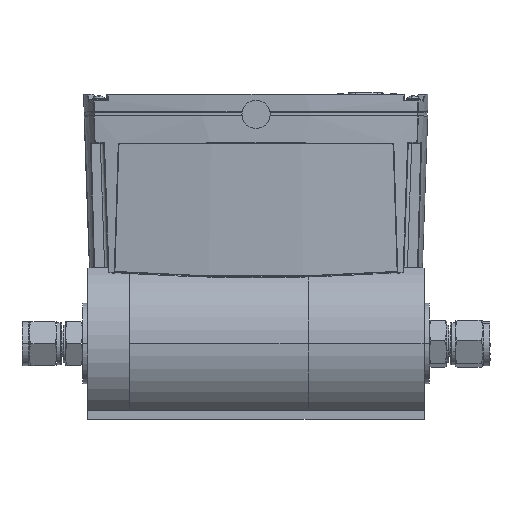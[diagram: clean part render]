
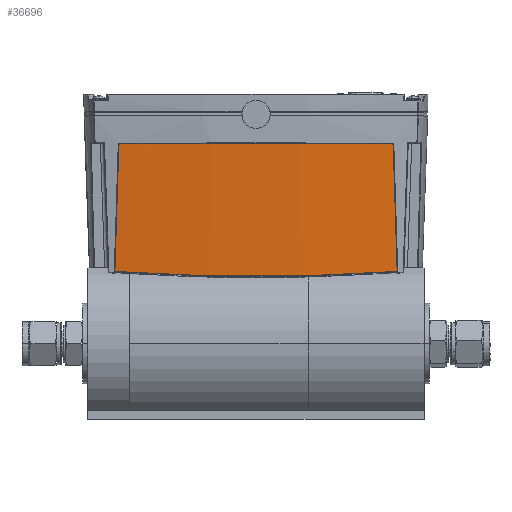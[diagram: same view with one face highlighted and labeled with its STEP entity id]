
A CAD part, top view. The second image highlights one B-rep face of the part: STEP entity #36696.
In plain terms, the highlighted cylindrical face has radius 685.838 mm (diameter 1371.68 mm), a partial arc.
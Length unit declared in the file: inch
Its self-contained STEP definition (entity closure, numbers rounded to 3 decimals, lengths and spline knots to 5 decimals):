
#1752 = FACE_OUTER_BOUND ( 'NONE', #21760, .T. ) ;
#1778 = CARTESIAN_POINT ( 'NONE',  ( 8.09791, 3.96838, 1.00823 ) ) ;
#2265 = EDGE_CURVE ( 'NONE', #30200, #19588, #27868, .T. ) ;
#4056 = CARTESIAN_POINT ( 'NONE',  ( 8.00471, 1.43349, 0.91108 ) ) ;
#5749 = ORIENTED_EDGE ( 'NONE', *, *, #54118, .T. ) ;
#6305 = CARTESIAN_POINT ( 'NONE',  ( 8.08647, 3.95828, 1.00673 ) ) ;
#7933 = CARTESIAN_POINT ( 'NONE',  ( 13.52605, 3.95772, 1.00676 ) ) ;
#8034 = EDGE_CURVE ( 'NONE', #50568, #37899, #53209, .T. ) ;
#8094 = CARTESIAN_POINT ( 'NONE',  ( 13.53011, 3.94306, 1.00584 ) ) ;
#8298 = B_SPLINE_CURVE_WITH_KNOTS ( 'NONE', 3,
 ( #21365, #57250, #34920, #7933, #39435, #12462, #43927, #16962 ),
 .UNSPECIFIED., .F., .F.,
 ( 4, 2, 2, 4 ),
 ( 0., 0.00029, 0.00058, 0.00116 ),
 .UNSPECIFIED. ) ;
#8677 = CARTESIAN_POINT ( 'NONE',  ( 10.80651, 1.29877, 1.10062 ) ) ;
#9941 = EDGE_CURVE ( 'NONE', #19291, #57285, #17148, .T. ) ;
#10791 = CARTESIAN_POINT ( 'NONE',  ( 8.0829, 3.94306, 1.00584 ) ) ;
#12381 = AXIS2_PLACEMENT_3D ( 'NONE', #48020, #21087, #43668 ) ;
#12462 = CARTESIAN_POINT ( 'NONE',  ( 13.51563, 3.9689, 1.0082 ) ) ;
#13233 = CARTESIAN_POINT ( 'NONE',  ( 13.6083, 1.43349, 0.91108 ) ) ;
#15345 = EDGE_CURVE ( 'NONE', #57285, #30200, #33154, .T. ) ;
#16962 = CARTESIAN_POINT ( 'NONE',  ( 13.50038, 3.972, 1.00984 ) ) ;
#17148 = B_SPLINE_CURVE_WITH_KNOTS ( 'NONE', 3,
 ( #57896, #53410, #31069, #4056 ),
 .UNSPECIFIED., .F., .F.,
 ( 4, 4 ),
 ( 0., 0.06382 ),
 .UNSPECIFIED. ) ;
#17324 = CARTESIAN_POINT ( 'NONE',  ( 12.60242, 3.97206, 1.09993 ) ) ;
#17775 = CARTESIAN_POINT ( 'NONE',  ( 13.6083, 1.43349, 0.91108 ) ) ;
#19291 = VERTEX_POINT ( 'NONE', #49069 ) ;
#19588 = VERTEX_POINT ( 'NONE', #8094 ) ;
#20645 = ORIENTED_EDGE ( 'NONE', *, *, #15345, .T. ) ;
#21087 = DIRECTION ( 'NONE',  ( 0., 0.999, 0.035 ) ) ;
#21365 = CARTESIAN_POINT ( 'NONE',  ( 13.53011, 3.94306, 1.00584 ) ) ;
#21760 = EDGE_LOOP ( 'NONE', ( #34549, #20645, #24224, #50628, #37293, #5749 ) ) ;
#21899 = CARTESIAN_POINT ( 'NONE',  ( 10.80651, 3.97215, 1.18935 ) ) ;
#24224 = ORIENTED_EDGE ( 'NONE', *, *, #2265, .T. ) ;
#26440 = CARTESIAN_POINT ( 'NONE',  ( 8.11263, 3.972, 1.00984 ) ) ;
#27868 = B_SPLINE_CURVE_WITH_KNOTS ( 'NONE', 3,
 ( #47153, #48243, #47282, #46676 ),
 .UNSPECIFIED., .F., .F.,
 ( 4, 4 ),
 ( 0., 0.06382 ),
 .UNSPECIFIED. ) ;
#28776 = CARTESIAN_POINT ( 'NONE',  ( 8.105, 3.97126, 1.00905 ) ) ;
#30032 = CYLINDRICAL_SURFACE ( 'NONE', #12381, 27.0015 ) ;
#30200 = VERTEX_POINT ( 'NONE', #17775 ) ;
#31069 = CARTESIAN_POINT ( 'NONE',  ( 8.03077, 2.27002, 0.94271 ) ) ;
#32556 = B_SPLINE_CURVE_WITH_KNOTS ( 'NONE', 3,
 ( #51131, #55599, #28776, #1778, #33279, #6305, #37781, #10791 ),
 .UNSPECIFIED., .F., .F.,
 ( 4, 2, 2, 4 ),
 ( 0., 0.00029, 0.00058, 0.00116 ),
 .UNSPECIFIED. ) ;
#33154 = B_SPLINE_CURVE_WITH_KNOTS ( 'NONE', 3,
 ( #35500, #53528, #8677, #40175, #13233 ),
 .UNSPECIFIED., .F., .F.,
 ( 4, 1, 4 ),
 ( 0., 0.07117, 0.14233 ),
 .UNSPECIFIED. ) ;
#33279 = CARTESIAN_POINT ( 'NONE',  ( 8.09466, 3.96625, 1.00783 ) ) ;
#33837 = CARTESIAN_POINT ( 'NONE',  ( 13.50038, 3.972, 1.00984 ) ) ;
#34549 = ORIENTED_EDGE ( 'NONE', *, *, #9941, .T. ) ;
#34920 = CARTESIAN_POINT ( 'NONE',  ( 13.52913, 3.9507, 1.0062 ) ) ;
#35500 = CARTESIAN_POINT ( 'NONE',  ( 8.00471, 1.43349, 0.91108 ) ) ;
#36061 = CARTESIAN_POINT ( 'NONE',  ( 8.11263, 3.972, 1.00984 ) ) ;
#36696 = ADVANCED_FACE ( 'NONE', ( #1752 ), #30032, .T. ) ;
#37293 = ORIENTED_EDGE ( 'NONE', *, *, #8034, .T. ) ;
#37781 = CARTESIAN_POINT ( 'NONE',  ( 8.08314, 3.9508, 1.00613 ) ) ;
#37899 = VERTEX_POINT ( 'NONE', #36061 ) ;
#39435 = CARTESIAN_POINT ( 'NONE',  ( 13.52383, 3.96092, 1.00709 ) ) ;
#40175 = CARTESIAN_POINT ( 'NONE',  ( 12.67437, 1.36603, 1.00625 ) ) ;
#41390 = CARTESIAN_POINT ( 'NONE',  ( 8.00471, 1.43349, 0.91108 ) ) ;
#43668 = DIRECTION ( 'NONE',  ( 1., 0., 0. ) ) ;
#43927 = CARTESIAN_POINT ( 'NONE',  ( 13.50809, 3.972, 1.00906 ) ) ;
#46676 = CARTESIAN_POINT ( 'NONE',  ( 13.53011, 3.94306, 1.00584 ) ) ;
#47153 = CARTESIAN_POINT ( 'NONE',  ( 13.6083, 1.43349, 0.91108 ) ) ;
#47282 = CARTESIAN_POINT ( 'NONE',  ( 13.55618, 3.10654, 0.97429 ) ) ;
#48020 = CARTESIAN_POINT ( 'NONE',  ( 10.80651, 2.26513, -25.93195 ) ) ;
#48243 = CARTESIAN_POINT ( 'NONE',  ( 13.58224, 2.27002, 0.94271 ) ) ;
#48817 = CARTESIAN_POINT ( 'NONE',  ( 13.50038, 3.972, 1.00984 ) ) ;
#49069 = CARTESIAN_POINT ( 'NONE',  ( 8.0829, 3.94306, 1.00584 ) ) ;
#50568 = VERTEX_POINT ( 'NONE', #33837 ) ;
#50628 = ORIENTED_EDGE ( 'NONE', *, *, #52833, .T. ) ;
#51131 = CARTESIAN_POINT ( 'NONE',  ( 8.11263, 3.972, 1.00984 ) ) ;
#52833 = EDGE_CURVE ( 'NONE', #19588, #50568, #8298, .T. ) ;
#53209 = B_SPLINE_CURVE_WITH_KNOTS ( 'NONE', 3,
 ( #48817, #17324, #21899, #53309, #26440 ),
 .UNSPECIFIED., .F., .F.,
 ( 4, 1, 4 ),
 ( 0., 0.06842, 0.13685 ),
 .UNSPECIFIED. ) ;
#53309 = CARTESIAN_POINT ( 'NONE',  ( 9.01059, 3.97206, 1.09993 ) ) ;
#53410 = CARTESIAN_POINT ( 'NONE',  ( 8.05683, 3.10654, 0.97429 ) ) ;
#53528 = CARTESIAN_POINT ( 'NONE',  ( 8.93865, 1.36603, 1.00625 ) ) ;
#54118 = EDGE_CURVE ( 'NONE', #37899, #19291, #32556, .T. ) ;
#55599 = CARTESIAN_POINT ( 'NONE',  ( 8.10878, 3.972, 1.00945 ) ) ;
#57250 = CARTESIAN_POINT ( 'NONE',  ( 13.52999, 3.94693, 1.00598 ) ) ;
#57285 = VERTEX_POINT ( 'NONE', #41390 ) ;
#57896 = CARTESIAN_POINT ( 'NONE',  ( 8.0829, 3.94306, 1.00584 ) ) ;
